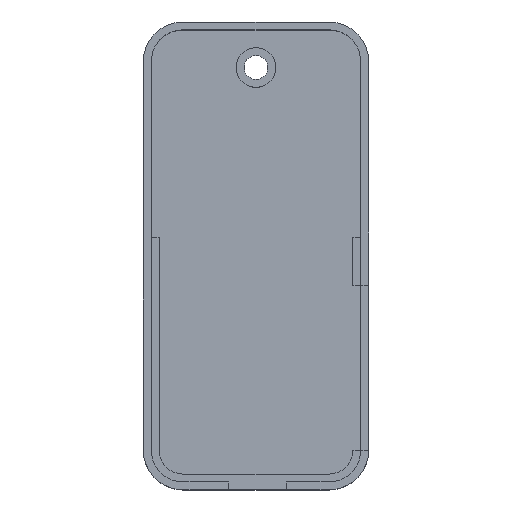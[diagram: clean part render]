
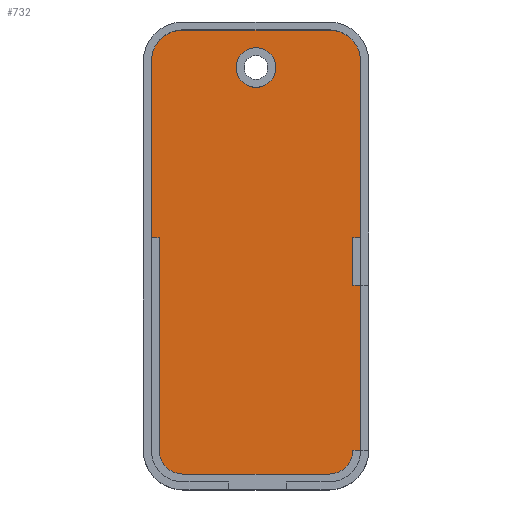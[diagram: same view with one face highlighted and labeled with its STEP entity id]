
A CAD part, top view. The second image highlights one B-rep face of the part: STEP entity #732.
In plain terms, the highlighted planar face has unit normal (0, 0, 1).
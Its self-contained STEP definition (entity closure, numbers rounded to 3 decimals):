
#15=FACE_BOUND('',#106,.T.);
#19=CIRCLE('',#784,3.);
#21=CIRCLE('',#788,3.);
#22=CIRCLE('',#790,4.);
#23=CIRCLE('',#791,4.);
#24=CIRCLE('',#792,2.5);
#66=FACE_OUTER_BOUND('',#105,.T.);
#105=EDGE_LOOP('',(#533,#534,#535,#536,#537,#538,#539,#540,#541,#542,#543,
#544,#545,#546,#547));
#106=EDGE_LOOP('',(#548));
#148=LINE('',#1078,#231);
#151=LINE('',#1084,#234);
#156=LINE('',#1095,#239);
#162=LINE('',#1106,#245);
#165=LINE('',#1114,#248);
#169=LINE('',#1121,#252);
#173=LINE('',#1133,#256);
#175=LINE('',#1144,#258);
#176=LINE('',#1147,#259);
#177=LINE('',#1148,#260);
#178=LINE('',#1149,#261);
#231=VECTOR('',#857,10.);
#234=VECTOR('',#862,10.);
#239=VECTOR('',#871,10.);
#245=VECTOR('',#879,10.);
#248=VECTOR('',#884,10.);
#252=VECTOR('',#890,10.);
#256=VECTOR('',#902,10.);
#258=VECTOR('',#914,10.);
#259=VECTOR('',#917,10.);
#260=VECTOR('',#918,10.);
#261=VECTOR('',#919,10.);
#313=VERTEX_POINT('',#1075);
#314=VERTEX_POINT('',#1077);
#316=VERTEX_POINT('',#1083);
#319=VERTEX_POINT('',#1092);
#320=VERTEX_POINT('',#1094);
#324=VERTEX_POINT('',#1104);
#327=VERTEX_POINT('',#1111);
#328=VERTEX_POINT('',#1113);
#330=VERTEX_POINT('',#1119);
#332=VERTEX_POINT('',#1125);
#334=VERTEX_POINT('',#1131);
#336=VERTEX_POINT('',#1137);
#337=VERTEX_POINT('',#1141);
#338=VERTEX_POINT('',#1143);
#339=VERTEX_POINT('',#1145);
#340=VERTEX_POINT('',#1150);
#385=EDGE_CURVE('',#314,#313,#148,.T.);
#388=EDGE_CURVE('',#316,#314,#151,.T.);
#393=EDGE_CURVE('',#320,#319,#156,.T.);
#399=EDGE_CURVE('',#313,#324,#162,.T.);
#402=EDGE_CURVE('',#328,#327,#165,.T.);
#406=EDGE_CURVE('',#327,#330,#169,.T.);
#409=EDGE_CURVE('',#330,#332,#19,.T.);
#412=EDGE_CURVE('',#332,#334,#173,.T.);
#415=EDGE_CURVE('',#334,#336,#21,.T.);
#416=EDGE_CURVE('',#324,#337,#22,.T.);
#417=EDGE_CURVE('',#337,#338,#175,.T.);
#418=EDGE_CURVE('',#338,#339,#23,.T.);
#419=EDGE_CURVE('',#339,#328,#176,.T.);
#420=EDGE_CURVE('',#336,#320,#177,.T.);
#421=EDGE_CURVE('',#319,#316,#178,.T.);
#422=EDGE_CURVE('',#340,#340,#24,.T.);
#533=ORIENTED_EDGE('',*,*,#385,.T.);
#534=ORIENTED_EDGE('',*,*,#399,.T.);
#535=ORIENTED_EDGE('',*,*,#416,.T.);
#536=ORIENTED_EDGE('',*,*,#417,.T.);
#537=ORIENTED_EDGE('',*,*,#418,.T.);
#538=ORIENTED_EDGE('',*,*,#419,.T.);
#539=ORIENTED_EDGE('',*,*,#402,.T.);
#540=ORIENTED_EDGE('',*,*,#406,.T.);
#541=ORIENTED_EDGE('',*,*,#409,.T.);
#542=ORIENTED_EDGE('',*,*,#412,.T.);
#543=ORIENTED_EDGE('',*,*,#415,.T.);
#544=ORIENTED_EDGE('',*,*,#420,.T.);
#545=ORIENTED_EDGE('',*,*,#393,.T.);
#546=ORIENTED_EDGE('',*,*,#421,.T.);
#547=ORIENTED_EDGE('',*,*,#388,.T.);
#548=ORIENTED_EDGE('',*,*,#422,.T.);
#703=PLANE('',#789);
#732=ADVANCED_FACE('',(#66,#15),#703,.F.);
#784=AXIS2_PLACEMENT_3D('',#1127,#896,#897);
#788=AXIS2_PLACEMENT_3D('',#1139,#908,#909);
#789=AXIS2_PLACEMENT_3D('',#1140,#910,#911);
#790=AXIS2_PLACEMENT_3D('',#1142,#912,#913);
#791=AXIS2_PLACEMENT_3D('',#1146,#915,#916);
#792=AXIS2_PLACEMENT_3D('',#1151,#920,#921);
#857=DIRECTION('',(1.,0.,0.));
#862=DIRECTION('',(0.,1.,0.));
#871=DIRECTION('',(0.,1.,0.));
#879=DIRECTION('',(0.,1.,0.));
#884=DIRECTION('',(1.,0.,0.));
#890=DIRECTION('',(0.,-1.,0.));
#896=DIRECTION('center_axis',(0.,0.,1.));
#897=DIRECTION('ref_axis',(-1.,0.,0.));
#902=DIRECTION('',(1.,0.,0.));
#908=DIRECTION('center_axis',(0.,0.,1.));
#909=DIRECTION('ref_axis',(0.,-1.,0.));
#910=DIRECTION('center_axis',(0.,0.,-1.));
#911=DIRECTION('ref_axis',(1.,0.,0.));
#912=DIRECTION('center_axis',(0.,0.,1.));
#913=DIRECTION('ref_axis',(1.,0.,0.));
#914=DIRECTION('',(-1.,0.,0.));
#915=DIRECTION('center_axis',(0.,0.,1.));
#916=DIRECTION('ref_axis',(0.,1.,0.));
#917=DIRECTION('',(0.,-1.,0.));
#918=DIRECTION('',(1.,0.,0.));
#919=DIRECTION('',(-1.,0.,0.));
#920=DIRECTION('center_axis',(0.,0.,-1.));
#921=DIRECTION('ref_axis',(-1.,0.,0.));
#1075=CARTESIAN_POINT('',(21.55,30.,-15.));
#1077=CARTESIAN_POINT('',(20.55,30.,-15.));
#1078=CARTESIAN_POINT('',(14.925,30.,-15.));
#1083=CARTESIAN_POINT('',(20.55,24.,-15.));
#1084=CARTESIAN_POINT('',(20.55,28.85,-15.));
#1092=CARTESIAN_POINT('',(21.55,24.,-15.));
#1094=CARTESIAN_POINT('',(21.55,3.1,-15.));
#1095=CARTESIAN_POINT('',(21.55,40.,-15.));
#1104=CARTESIAN_POINT('',(21.55,52.3,-15.));
#1106=CARTESIAN_POINT('',(21.55,40.,-15.));
#1111=CARTESIAN_POINT('',(-3.95,30.,-15.));
#1113=CARTESIAN_POINT('',(-4.95,30.,-15.));
#1114=CARTESIAN_POINT('',(2.175,30.,-15.));
#1119=CARTESIAN_POINT('',(-3.95,3.1,-15.));
#1121=CARTESIAN_POINT('',(-3.95,15.4,-15.));
#1125=CARTESIAN_POINT('',(-0.95,0.1,-15.));
#1127=CARTESIAN_POINT('Origin',(-0.95,3.1,-15.));
#1131=CARTESIAN_POINT('',(17.55,0.1,-15.));
#1133=CARTESIAN_POINT('',(12.925,0.1,-15.));
#1137=CARTESIAN_POINT('',(20.55,3.1,-15.));
#1139=CARTESIAN_POINT('Origin',(17.55,3.1,-15.));
#1140=CARTESIAN_POINT('Origin',(8.3,27.7,-15.));
#1141=CARTESIAN_POINT('',(17.55,56.3,-15.));
#1142=CARTESIAN_POINT('Origin',(17.55,52.3,-15.));
#1143=CARTESIAN_POINT('',(-0.95,56.3,-15.));
#1144=CARTESIAN_POINT('',(3.675,56.3,-15.));
#1145=CARTESIAN_POINT('',(-4.95,52.3,-15.));
#1146=CARTESIAN_POINT('Origin',(-0.95,52.3,-15.));
#1147=CARTESIAN_POINT('',(-4.95,15.4,-15.));
#1148=CARTESIAN_POINT('',(14.925,3.1,-15.));
#1149=CARTESIAN_POINT('',(14.425,24.,-15.));
#1150=CARTESIAN_POINT('',(10.8,51.55,-15.));
#1151=CARTESIAN_POINT('Origin',(8.3,51.55,-15.));
